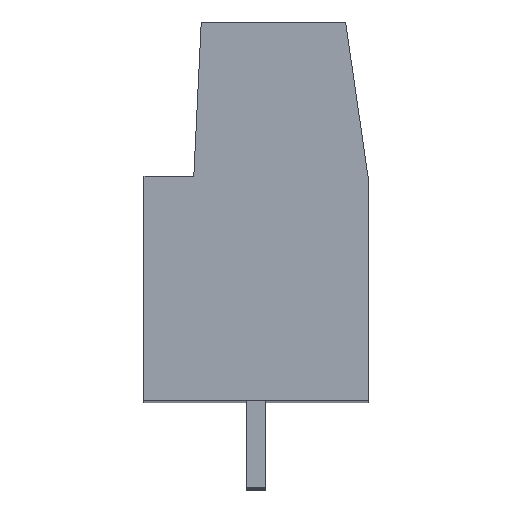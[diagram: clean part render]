
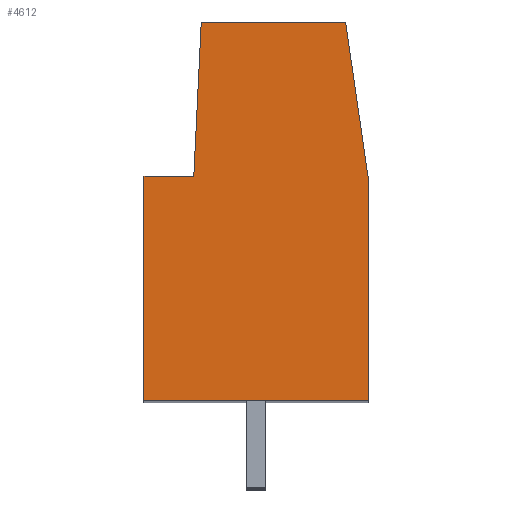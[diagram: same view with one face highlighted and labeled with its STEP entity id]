
A CAD part, top view. The second image highlights one B-rep face of the part: STEP entity #4612.
In plain terms, the highlighted planar face has unit normal (0, 0, 1).
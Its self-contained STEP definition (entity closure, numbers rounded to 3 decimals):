
#45 = VERTEX_POINT ( 'NONE', #10255 ) ;
#251 = VERTEX_POINT ( 'NONE', #2287 ) ;
#380 = DIRECTION ( 'NONE',  ( 1., 0., 0. ) ) ;
#398 = CARTESIAN_POINT ( 'NONE',  ( 8.1, 15.2, 0. ) ) ;
#472 = LINE ( 'NONE', #4037, #4429 ) ;
#668 = DIRECTION ( 'NONE',  ( 0., 1., 0. ) ) ;
#931 = ORIENTED_EDGE ( 'NONE', *, *, #3968, .T. ) ;
#1213 = DIRECTION ( 'NONE',  ( -1., 0., 0. ) ) ;
#1601 = CARTESIAN_POINT ( 'NONE',  ( 9., 7.152, 0. ) ) ;
#2012 = EDGE_CURVE ( 'NONE', #7089, #2477, #9294, .T. ) ;
#2109 = ORIENTED_EDGE ( 'NONE', *, *, #10706, .T. ) ;
#2287 = CARTESIAN_POINT ( 'NONE',  ( 9., 9., 0. ) ) ;
#2337 = EDGE_LOOP ( 'NONE', ( #10340, #4442, #2109, #10330, #931, #4537, #3476 ) ) ;
#2477 = VERTEX_POINT ( 'NONE', #5465 ) ;
#2487 = CARTESIAN_POINT ( 'NONE',  ( 0., 0., 0. ) ) ;
#2598 = LINE ( 'NONE', #6287, #7537 ) ;
#2756 = EDGE_CURVE ( 'NONE', #2477, #5944, #2598, .T. ) ;
#3161 = DIRECTION ( 'NONE',  ( 0., 1., 0. ) ) ;
#3470 = CARTESIAN_POINT ( 'NONE',  ( 9., 9., 0. ) ) ;
#3475 = VECTOR ( 'NONE', #6220, 1000. ) ;
#3476 = ORIENTED_EDGE ( 'NONE', *, *, #2756, .T. ) ;
#3601 = DIRECTION ( 'NONE',  ( 1., 0., 0. ) ) ;
#3694 = VECTOR ( 'NONE', #3601, 1000. ) ;
#3846 = DIRECTION ( 'NONE',  ( 1., 0., 0. ) ) ;
#3968 = EDGE_CURVE ( 'NONE', #251, #7089, #9949, .T. ) ;
#3983 = CARTESIAN_POINT ( 'NONE',  ( 2., 9., 0. ) ) ;
#4003 = FACE_OUTER_BOUND ( 'NONE', #2337, .T. ) ;
#4037 = CARTESIAN_POINT ( 'NONE',  ( 0., 9., 0. ) ) ;
#4429 = VECTOR ( 'NONE', #3161, 1000. ) ;
#4442 = ORIENTED_EDGE ( 'NONE', *, *, #5364, .F. ) ;
#4537 = ORIENTED_EDGE ( 'NONE', *, *, #2012, .T. ) ;
#4612 = ADVANCED_FACE ( 'NONE', ( #4003 ), #6815, .T. ) ;
#5031 = EDGE_CURVE ( 'NONE', #9555, #251, #11316, .T. ) ;
#5364 = EDGE_CURVE ( 'NONE', #9817, #45, #472, .T. ) ;
#5465 = CARTESIAN_POINT ( 'NONE',  ( 2.3, 15.2, 0. ) ) ;
#5944 = VERTEX_POINT ( 'NONE', #3983 ) ;
#6220 = DIRECTION ( 'NONE',  ( -0.144, 0.99, 0. ) ) ;
#6287 = CARTESIAN_POINT ( 'NONE',  ( 2.3, 15.2, 0. ) ) ;
#6755 = DIRECTION ( 'NONE',  ( 0., 0., 1. ) ) ;
#6815 = PLANE ( 'NONE',  #10020 ) ;
#7089 = VERTEX_POINT ( 'NONE', #398 ) ;
#7298 = LINE ( 'NONE', #10883, #10579 ) ;
#7410 = CARTESIAN_POINT ( 'NONE',  ( 4.666, 15.2, 0. ) ) ;
#7537 = VECTOR ( 'NONE', #7928, 1000. ) ;
#7885 = EDGE_CURVE ( 'NONE', #45, #5944, #11517, .T. ) ;
#7928 = DIRECTION ( 'NONE',  ( -0.048, -0.999, 0. ) ) ;
#8396 = CARTESIAN_POINT ( 'NONE',  ( 4.666, 7.152, 0. ) ) ;
#8540 = VECTOR ( 'NONE', #668, 1000. ) ;
#9294 = LINE ( 'NONE', #7410, #9604 ) ;
#9555 = VERTEX_POINT ( 'NONE', #9855 ) ;
#9604 = VECTOR ( 'NONE', #1213, 1000. ) ;
#9703 = CARTESIAN_POINT ( 'NONE',  ( 2., 9., 0. ) ) ;
#9817 = VERTEX_POINT ( 'NONE', #2487 ) ;
#9855 = CARTESIAN_POINT ( 'NONE',  ( 9., 0., 0. ) ) ;
#9949 = LINE ( 'NONE', #3470, #3475 ) ;
#10020 = AXIS2_PLACEMENT_3D ( 'NONE', #8396, #6755, #380 ) ;
#10255 = CARTESIAN_POINT ( 'NONE',  ( 0., 9., 0. ) ) ;
#10330 = ORIENTED_EDGE ( 'NONE', *, *, #5031, .T. ) ;
#10340 = ORIENTED_EDGE ( 'NONE', *, *, #7885, .F. ) ;
#10579 = VECTOR ( 'NONE', #3846, 1000. ) ;
#10706 = EDGE_CURVE ( 'NONE', #9817, #9555, #7298, .T. ) ;
#10883 = CARTESIAN_POINT ( 'NONE',  ( 4.666, 0., 0. ) ) ;
#11316 = LINE ( 'NONE', #1601, #8540 ) ;
#11517 = LINE ( 'NONE', #9703, #3694 ) ;
